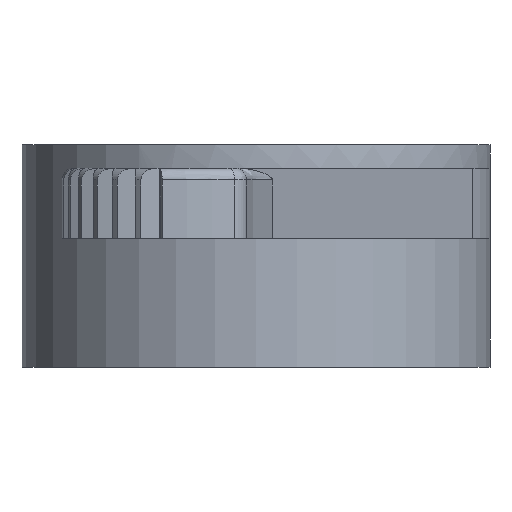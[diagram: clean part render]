
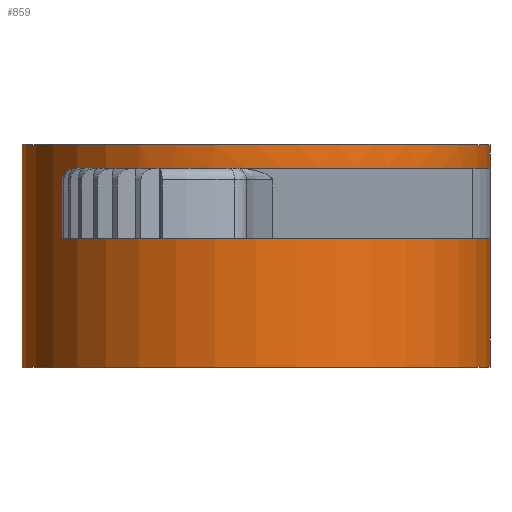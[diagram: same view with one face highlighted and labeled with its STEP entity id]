
A CAD part, front view. The second image highlights one B-rep face of the part: STEP entity #859.
In plain terms, the highlighted cylindrical face has radius 10 mm (diameter 20 mm), a full revolution.
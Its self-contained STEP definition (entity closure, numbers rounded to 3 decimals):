
#26=B_SPLINE_CURVE_WITH_KNOTS('',3,(#1454,#1455,#1456,#1457,#1458,#1459,
#1460,#1461,#1462,#1463,#1464,#1465,#1466,#1467),.UNSPECIFIED.,.F.,.F.,
(4,2,2,2,2,2,4),(0.192,0.196,0.2,0.208,
0.227,0.279,0.302),.UNSPECIFIED.);
#78=FACE_OUTER_BOUND('',#131,.T.);
#131=EDGE_LOOP('',(#658,#659,#660,#661,#662,#663,#664,#665,#666,#667,#668));
#213=LINE('',#1451,#278);
#214=LINE('',#1453,#279);
#215=LINE('',#1468,#280);
#216=LINE('',#1469,#281);
#278=VECTOR('',#1162,10.);
#279=VECTOR('',#1163,2.5);
#280=VECTOR('',#1164,10.);
#281=VECTOR('',#1165,3.);
#302=CIRCLE('',#915,10.);
#306=CIRCLE('',#922,10.);
#331=CIRCLE('',#948,10.);
#339=CIRCLE('',#963,10.);
#353=VERTEX_POINT('',#1286);
#357=VERTEX_POINT('',#1297);
#358=VERTEX_POINT('',#1298);
#410=VERTEX_POINT('',#1403);
#411=VERTEX_POINT('',#1405);
#426=VERTEX_POINT('',#1449);
#427=VERTEX_POINT('',#1452);
#439=EDGE_CURVE('',#353,#353,#302,.T.);
#443=EDGE_CURVE('',#357,#358,#306,.T.);
#496=EDGE_CURVE('',#410,#411,#331,.T.);
#518=EDGE_CURVE('',#426,#426,#339,.T.);
#519=EDGE_CURVE('',#426,#411,#213,.T.);
#520=EDGE_CURVE('',#427,#410,#214,.T.);
#521=EDGE_CURVE('',#427,#358,#26,.T.);
#522=EDGE_CURVE('',#357,#353,#215,.T.);
#523=EDGE_CURVE('',#357,#411,#216,.T.);
#658=ORIENTED_EDGE('',*,*,#518,.T.);
#659=ORIENTED_EDGE('',*,*,#519,.T.);
#660=ORIENTED_EDGE('',*,*,#496,.F.);
#661=ORIENTED_EDGE('',*,*,#520,.F.);
#662=ORIENTED_EDGE('',*,*,#521,.T.);
#663=ORIENTED_EDGE('',*,*,#443,.F.);
#664=ORIENTED_EDGE('',*,*,#522,.T.);
#665=ORIENTED_EDGE('',*,*,#439,.F.);
#666=ORIENTED_EDGE('',*,*,#522,.F.);
#667=ORIENTED_EDGE('',*,*,#523,.T.);
#668=ORIENTED_EDGE('',*,*,#519,.F.);
#836=CYLINDRICAL_SURFACE('',#962,10.);
#859=ADVANCED_FACE('',(#78),#836,.T.);
#915=AXIS2_PLACEMENT_3D('',#1287,#1022,#1023);
#922=AXIS2_PLACEMENT_3D('',#1299,#1036,#1037);
#948=AXIS2_PLACEMENT_3D('',#1406,#1116,#1117);
#962=AXIS2_PLACEMENT_3D('',#1448,#1158,#1159);
#963=AXIS2_PLACEMENT_3D('',#1450,#1160,#1161);
#1022=DIRECTION('center_axis',(0.,0.,1.));
#1023=DIRECTION('ref_axis',(1.,0.,0.));
#1036=DIRECTION('center_axis',(0.,0.,-1.));
#1037=DIRECTION('ref_axis',(1.,0.,0.));
#1116=DIRECTION('center_axis',(0.,0.,1.));
#1117=DIRECTION('ref_axis',(1.,0.,0.));
#1158=DIRECTION('center_axis',(0.,0.,-1.));
#1159=DIRECTION('ref_axis',(-1.,0.,0.));
#1160=DIRECTION('center_axis',(0.,0.,1.));
#1161=DIRECTION('ref_axis',(1.,0.,0.));
#1162=DIRECTION('',(0.,0.,1.));
#1163=DIRECTION('',(0.,0.,-1.));
#1164=DIRECTION('',(0.,0.,1.));
#1165=DIRECTION('',(0.,0.,-1.));
#1286=CARTESIAN_POINT('',(10.,0.,4.));
#1287=CARTESIAN_POINT('Origin',(0.,0.,4.));
#1297=CARTESIAN_POINT('',(10.,0.,3.));
#1298=CARTESIAN_POINT('',(-3.602,-9.329,3.));
#1299=CARTESIAN_POINT('Origin',(0.,0.,3.));
#1403=CARTESIAN_POINT('',(-5.,-8.66,0.));
#1405=CARTESIAN_POINT('',(10.,0.,0.));
#1406=CARTESIAN_POINT('Origin',(0.,0.,0.));
#1448=CARTESIAN_POINT('Origin',(0.,0.,3.));
#1449=CARTESIAN_POINT('',(10.,0.,-5.5));
#1450=CARTESIAN_POINT('Origin',(0.,0.,-5.5));
#1451=CARTESIAN_POINT('',(10.,0.,3.));
#1452=CARTESIAN_POINT('',(-5.,-8.66,2.5));
#1453=CARTESIAN_POINT('',(-5.,-8.66,2.5));
#1454=CARTESIAN_POINT('Ctrl Pts',(-5.,-8.66,2.5));
#1455=CARTESIAN_POINT('Ctrl Pts',(-5.,-8.66,2.512));
#1456=CARTESIAN_POINT('Ctrl Pts',(-4.998,-8.661,2.523));
#1457=CARTESIAN_POINT('Ctrl Pts',(-4.99,-8.666,2.55));
#1458=CARTESIAN_POINT('Ctrl Pts',(-4.983,-8.67,2.565));
#1459=CARTESIAN_POINT('Ctrl Pts',(-4.958,-8.684,2.602));
#1460=CARTESIAN_POINT('Ctrl Pts',(-4.936,-8.697,2.624));
#1461=CARTESIAN_POINT('Ctrl Pts',(-4.86,-8.74,2.688));
#1462=CARTESIAN_POINT('Ctrl Pts',(-4.787,-8.78,2.728));
#1463=CARTESIAN_POINT('Ctrl Pts',(-4.547,-8.908,2.841));
#1464=CARTESIAN_POINT('Ctrl Pts',(-4.288,-9.04,2.924));
#1465=CARTESIAN_POINT('Ctrl Pts',(-3.861,-9.226,2.989));
#1466=CARTESIAN_POINT('Ctrl Pts',(-3.729,-9.28,3.));
#1467=CARTESIAN_POINT('Ctrl Pts',(-3.602,-9.329,3.));
#1468=CARTESIAN_POINT('',(10.,0.,3.));
#1469=CARTESIAN_POINT('',(10.,0.,3.));
